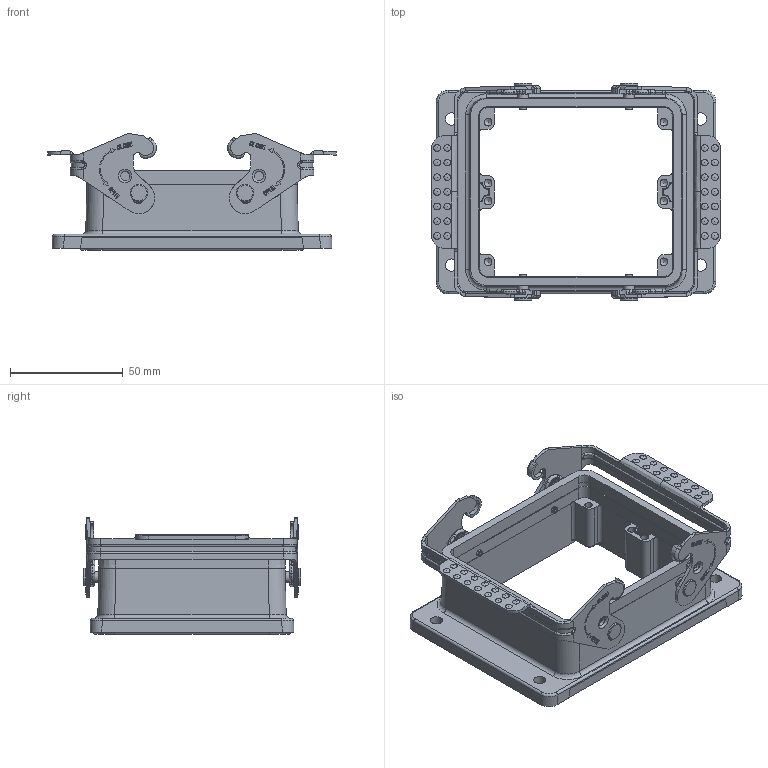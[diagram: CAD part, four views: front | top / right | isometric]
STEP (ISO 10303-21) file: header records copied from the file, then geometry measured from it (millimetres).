
FILE_DESCRIPTION(/* description */ (''),/* implementation_level */ '2;1');
FILE_NAME(/* name */ 'H32B-BK-2L.stp',/* time_stamp */ '2022-09-04T10:22:30+08:00',/* author */ (''),/* organization */ (''),/* preprocessor_version */ 'ST-DEVELOPER v16',/* originating_system */ 'SIEMENS PLM Software NX 10.0',/* authorisation */ '');
FILE_SCHEMA (('AUTOMOTIVE_DESIGN { 1 0 10303 214 3 1 1 1 }'));
Products named in the file (1): Admi14A87516cprg
Bounding box: 128.17 x 96.44 x 51.82 mm (x, y, z)
Volume: 81256.7 mm3; surface area: 56592.9 mm2
Topology: 1 solids, 2 shells, 1604 faces, 4145 edges, 2634 vertices
Faces by surface type: plane 644, cylinder 504, torus 212, bspline 144, extrusion 76, cone 24
Full cylindrical faces by diameter (mm): 2 x32, 3 x4, 3.5 x8, 4 x4, 4.8 x4, 5 x4, 5.5 x4, 7 x4, 7.7 x4
Entity records: 58439 total; most frequent: CARTESIAN_POINT 21474, ORIENTED_EDGE 7734, DIRECTION 7269, EDGE_CURVE 3867, AXIS2_PLACEMENT_3D 2609, VERTEX_POINT 2546, VECTOR 2051, LINE 1975
